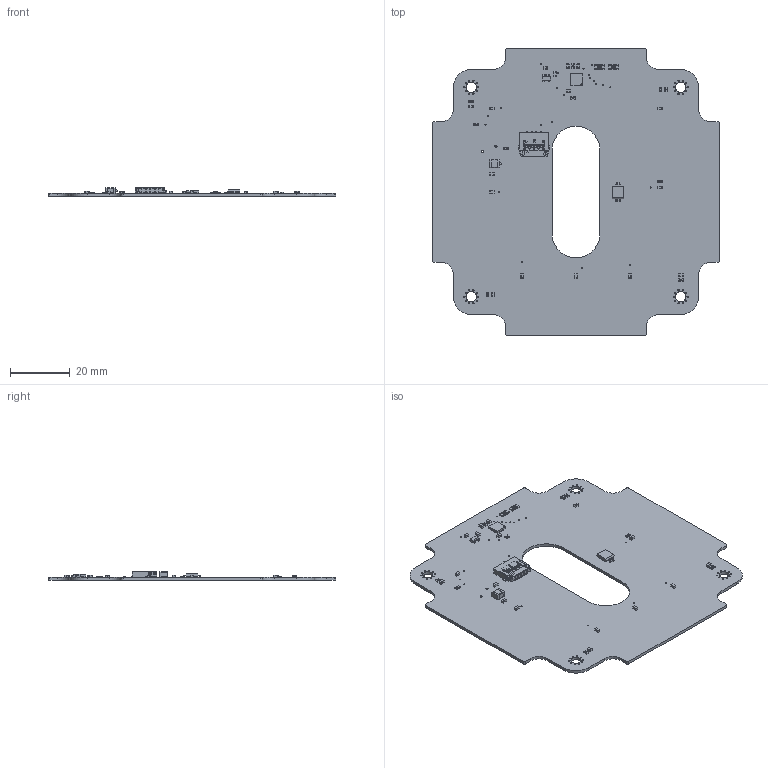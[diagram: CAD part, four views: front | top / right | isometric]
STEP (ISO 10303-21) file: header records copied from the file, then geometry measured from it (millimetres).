
FILE_DESCRIPTION(/* description */ (''),/* implementation_level */ '2;1');
FILE_NAME(/* name */ '-ZPanel.1.1.1.stp',/* time_stamp */ '2020-03-04T23:32:49-08:00',/* author */ ('Bradley'),/* organization */ (''),/* preprocessor_version */ 'ST-DEVELOPER v16.13',/* originating_system */ 'Autodesk Inventor 2018',/* authorisation */ '');
FILE_SCHEMA (('AUTOMOTIVE_DESIGN { 1 0 10303 214 3 1 1 }'));
Length unit declared in the file: millimetre
Products named in the file (18): -ZPanel; Resistor_1608-0.5mm; Capacitor_1608-0.8mm; 21-1001; Capacitor_4028-Tantalum; Capacitor_1608-0.8mm_1; ResistorArray-1632; 21-1001_1; Semiconductor_QFN24-4x4; Semiconductor_SOT23-5; Photodiode_SFH2430; Capacitor_1608-0.8mm_2; Resistor_1608-0.5mm_1; 21-1001_2; 04-0001; PicoLock--J-4; PicoLock--P-4; -ZPanel_PCB
Assembly tree (36 placements, depth 3):
  -ZPanel
    21-1001_2  x6
    Resistor_1608-0.5mm
    Capacitor_1608-0.8mm
    21-1001
    Capacitor_4028-Tantalum
    Capacitor_1608-0.8mm_1
    ResistorArray-1632  x2
    Resistor_1608-0.5mm_1  x7
    Capacitor_1608-0.8mm_2  x8
    21-1001_1
    Semiconductor_QFN24-4x4
    Semiconductor_SOT23-5
    Photodiode_SFH2430
    04-0001
      PicoLock--J-4
      PicoLock--P-4
    -ZPanel_PCB
Bounding box: 96 x 96 x 3 mm (x, y, z)
Volume: 7555.5 mm3; surface area: 16149.8 mm2
Topology: 37 solids, 37 shells, 3052 faces, 7678 edges, 4772 vertices
Faces by surface type: plane 1652, cylinder 893, sphere 260, bspline 192, torus 35, cone 20
Full cylindrical faces by diameter (mm): 0.3 x1, 0.35 x22, 0.45 x40, 0.7 x2, 3.4 x4
Entity records: 61523 total; most frequent: CARTESIAN_POINT 11734, ORIENTED_EDGE 10070, DIRECTION 9726, EDGE_CURVE 5035, LINE 3760, VECTOR 3760, VERTEX_POINT 3203, AXIS2_PLACEMENT_3D 2983
